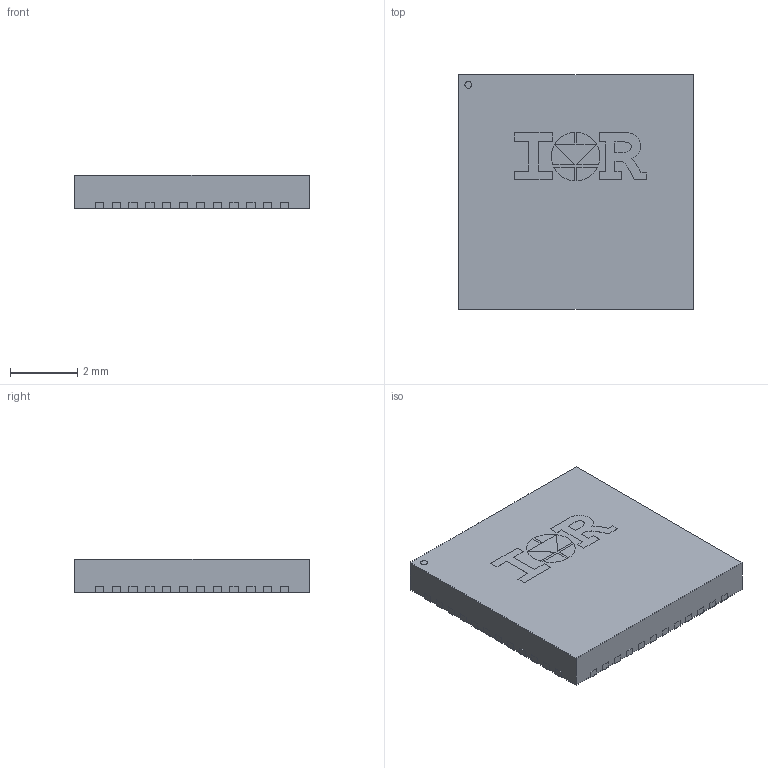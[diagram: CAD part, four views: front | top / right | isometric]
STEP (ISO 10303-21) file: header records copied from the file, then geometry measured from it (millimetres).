
FILE_DESCRIPTION(/* description */ (''),/* implementation_level */ '2;1');
FILE_NAME(/* name */ 'PG-VQFN-48-903_Z8B00211625_V02_3D.stp',/* time_stamp */ '2024-09-30T12:55:40+05:30',/* author */ ('sivamani'),/* organization */ (''),/* preprocessor_version */ 'ST-DEVELOPER v19.2',/* originating_system */ 'AutoCAD Mechanical',/* authorisation */ '');
FILE_SCHEMA (('AUTOMOTIVE_DESIGN { 1 0 10303 214 3 1 1 }'));
Length unit declared in the file: millimetre
Products named in the file (1): Product
Bounding box: 7 x 7 x 1 mm (x, y, z)
Surface area: 208.4 mm2
Topology: 57 solids, 57 shells, 382 faces, 801 edges, 534 vertices
Faces by surface type: plane 310, cylinder 72
Full cylindrical faces by diameter (mm): 0.206 x2
Entity records: 10098 total; most frequent: CARTESIAN_POINT 1718, DIRECTION 1711, ORIENTED_EDGE 1602, EDGE_CURVE 801, LINE 657, VECTOR 657, VERTEX_POINT 534, AXIS2_PLACEMENT_3D 527
